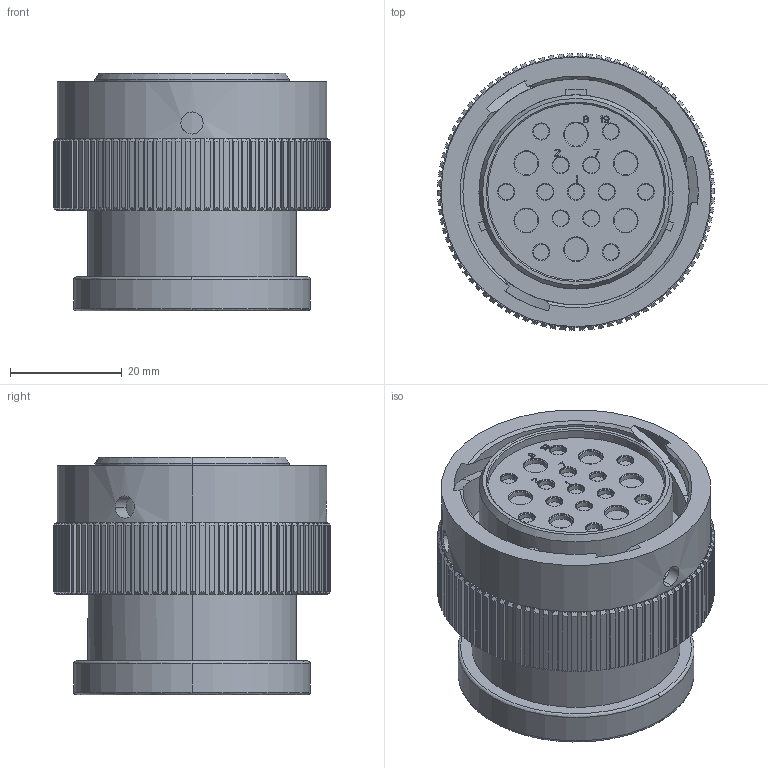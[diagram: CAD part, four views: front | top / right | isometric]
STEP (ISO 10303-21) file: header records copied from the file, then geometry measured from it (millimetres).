
FILE_DESCRIPTION (( 'STEP AP203' ), '1' );
FILE_NAME ('Stecker 19pol.STEP', '2013-08-20T12:34:41', ( '' ), ( '' ), 'SwSTEP 2.0', 'SolidWorks 2013', '' );
FILE_SCHEMA (( 'CONFIG_CONTROL_DESIGN' ));
Length unit declared in the file: millimetre
Products named in the file (1): Stecker 19pol
Bounding box: 49.53 x 49.53 x 42.55 mm (x, y, z)
Volume: 55090.5 mm3; surface area: 17319.6 mm2
Topology: 1 solids, 1 shells, 1445 faces, 3540 edges, 2208 vertices
Faces by surface type: plane 639, cylinder 367, cone 227, bspline 186, torus 26
Entity records: 51293 total; most frequent: CARTESIAN_POINT 18555, ORIENTED_EDGE 7080, DIRECTION 6281, EDGE_CURVE 3540, AXIS2_PLACEMENT_3D 2258, VERTEX_POINT 2208, LINE 1765, VECTOR 1765
